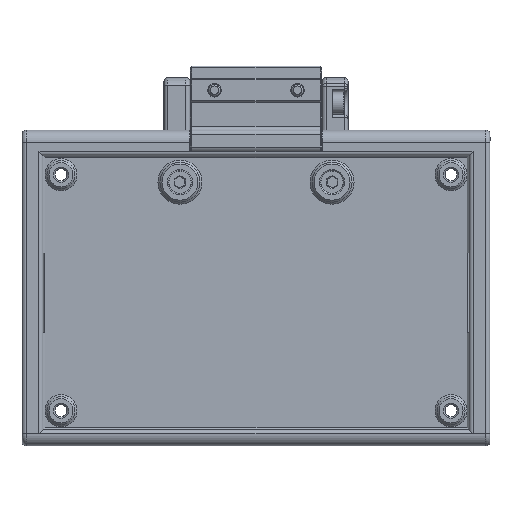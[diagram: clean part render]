
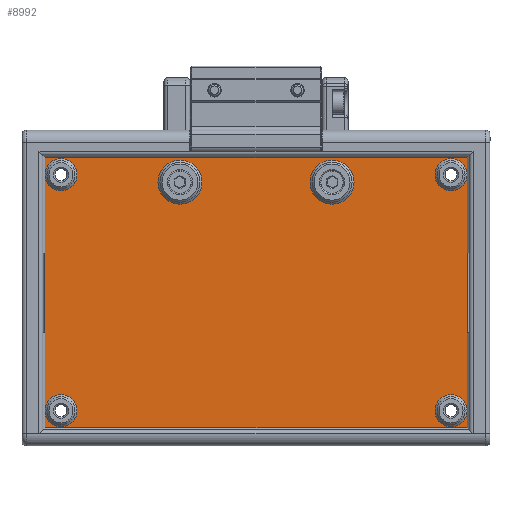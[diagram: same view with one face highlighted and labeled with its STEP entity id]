
A CAD part, front view. The second image highlights one B-rep face of the part: STEP entity #8992.
In plain terms, the highlighted planar face has unit normal (0, -1, -0.001).
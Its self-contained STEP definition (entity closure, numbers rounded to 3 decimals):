
#317=FACE_BOUND('',#1535,.T.);
#318=FACE_BOUND('',#1536,.T.);
#726=PLANE('',#9722);
#963=FACE_OUTER_BOUND('',#1534,.T.);
#1534=EDGE_LOOP('',(#6367,#6368,#6369,#6370,#6371,#6372,#6373,#6374,#6375,
#6376,#6377,#6378,#6379,#6380,#6381,#6382,#6383,#6384));
#1535=EDGE_LOOP('',(#6385));
#1536=EDGE_LOOP('',(#6386));
#2196=LINE('',#13976,#2855);
#2197=LINE('',#13977,#2856);
#2200=LINE('',#13982,#2859);
#2205=LINE('',#13992,#2864);
#2206=LINE('',#13993,#2865);
#2208=LINE('',#13998,#2867);
#2209=LINE('',#13999,#2868);
#2211=LINE('',#14002,#2870);
#2215=LINE('',#14010,#2874);
#2216=LINE('',#14011,#2875);
#2219=LINE('',#14016,#2878);
#2220=LINE('',#14019,#2879);
#2855=VECTOR('',#10996,10.);
#2856=VECTOR('',#10997,10.);
#2859=VECTOR('',#11002,10.);
#2864=VECTOR('',#11011,10.);
#2865=VECTOR('',#11012,10.);
#2867=VECTOR('',#11016,10.);
#2868=VECTOR('',#11017,10.);
#2870=VECTOR('',#11021,10.);
#2874=VECTOR('',#11029,10.);
#2875=VECTOR('',#11030,10.);
#2878=VECTOR('',#11035,10.);
#2879=VECTOR('',#11040,10.);
#3430=CIRCLE('',#9723,4.);
#3431=CIRCLE('',#9724,4.);
#3432=CIRCLE('',#9725,4.);
#3433=CIRCLE('',#9726,4.);
#3434=CIRCLE('',#9727,4.);
#3435=CIRCLE('',#9728,4.);
#3436=CIRCLE('',#9729,5.5);
#3437=CIRCLE('',#9730,5.5);
#3795=VERTEX_POINT('',#13454);
#3813=VERTEX_POINT('',#13501);
#3915=VERTEX_POINT('',#13973);
#3916=VERTEX_POINT('',#13975);
#3917=VERTEX_POINT('',#13980);
#3918=VERTEX_POINT('',#13987);
#3919=VERTEX_POINT('',#13989);
#3920=VERTEX_POINT('',#13991);
#3921=VERTEX_POINT('',#13995);
#3922=VERTEX_POINT('',#13997);
#3923=VERTEX_POINT('',#14007);
#3924=VERTEX_POINT('',#14009);
#3926=VERTEX_POINT('',#14021);
#3927=VERTEX_POINT('',#14024);
#3928=VERTEX_POINT('',#14027);
#3929=VERTEX_POINT('',#14029);
#4808=EDGE_CURVE('',#3915,#3916,#2196,.T.);
#4809=EDGE_CURVE('',#3916,#3795,#2197,.T.);
#4812=EDGE_CURVE('',#3917,#3915,#2200,.T.);
#4817=EDGE_CURVE('',#3919,#3920,#2205,.T.);
#4818=EDGE_CURVE('',#3920,#3918,#2206,.T.);
#4820=EDGE_CURVE('',#3921,#3922,#2208,.T.);
#4821=EDGE_CURVE('',#3922,#3813,#2209,.T.);
#4823=EDGE_CURVE('',#3918,#3921,#2211,.T.);
#4827=EDGE_CURVE('',#3923,#3924,#2215,.T.);
#4828=EDGE_CURVE('',#3924,#3917,#2216,.T.);
#4831=EDGE_CURVE('',#3795,#3919,#2219,.T.);
#4832=EDGE_CURVE('',#3924,#3924,#3430,.T.);
#4833=EDGE_CURVE('',#3813,#3923,#2220,.T.);
#4834=EDGE_CURVE('',#3922,#3922,#3431,.T.);
#4835=EDGE_CURVE('',#3926,#3920,#3432,.T.);
#4836=EDGE_CURVE('',#3920,#3926,#3433,.T.);
#4837=EDGE_CURVE('',#3927,#3916,#3434,.T.);
#4838=EDGE_CURVE('',#3916,#3927,#3435,.T.);
#4839=EDGE_CURVE('',#3928,#3928,#3436,.T.);
#4840=EDGE_CURVE('',#3929,#3929,#3437,.T.);
#6367=ORIENTED_EDGE('',*,*,#4808,.F.);
#6368=ORIENTED_EDGE('',*,*,#4812,.F.);
#6369=ORIENTED_EDGE('',*,*,#4828,.F.);
#6370=ORIENTED_EDGE('',*,*,#4832,.F.);
#6371=ORIENTED_EDGE('',*,*,#4827,.F.);
#6372=ORIENTED_EDGE('',*,*,#4833,.F.);
#6373=ORIENTED_EDGE('',*,*,#4821,.F.);
#6374=ORIENTED_EDGE('',*,*,#4834,.F.);
#6375=ORIENTED_EDGE('',*,*,#4820,.F.);
#6376=ORIENTED_EDGE('',*,*,#4823,.F.);
#6377=ORIENTED_EDGE('',*,*,#4818,.F.);
#6378=ORIENTED_EDGE('',*,*,#4835,.F.);
#6379=ORIENTED_EDGE('',*,*,#4836,.F.);
#6380=ORIENTED_EDGE('',*,*,#4817,.F.);
#6381=ORIENTED_EDGE('',*,*,#4831,.F.);
#6382=ORIENTED_EDGE('',*,*,#4809,.F.);
#6383=ORIENTED_EDGE('',*,*,#4837,.F.);
#6384=ORIENTED_EDGE('',*,*,#4838,.F.);
#6385=ORIENTED_EDGE('',*,*,#4839,.F.);
#6386=ORIENTED_EDGE('',*,*,#4840,.F.);
#8992=ADVANCED_FACE('',(#963,#317,#318),#726,.T.);
#9722=AXIS2_PLACEMENT_3D('',#14017,#11036,#11037);
#9723=AXIS2_PLACEMENT_3D('',#14018,#11038,#11039);
#9724=AXIS2_PLACEMENT_3D('',#14020,#11041,#11042);
#9725=AXIS2_PLACEMENT_3D('',#14022,#11043,#11044);
#9726=AXIS2_PLACEMENT_3D('',#14023,#11045,#11046);
#9727=AXIS2_PLACEMENT_3D('',#14025,#11047,#11048);
#9728=AXIS2_PLACEMENT_3D('',#14026,#11049,#11050);
#9729=AXIS2_PLACEMENT_3D('',#14028,#11051,#11052);
#9730=AXIS2_PLACEMENT_3D('',#14030,#11053,#11054);
#10996=DIRECTION('',(0.,0.,-1.));
#10997=DIRECTION('',(0.,0.,-1.));
#11002=DIRECTION('',(1.,0.,0.));
#11011=DIRECTION('',(0.,0.,-1.));
#11012=DIRECTION('',(0.,0.,-1.));
#11016=DIRECTION('',(0.,0.,1.));
#11017=DIRECTION('',(0.,0.,1.));
#11021=DIRECTION('',(-1.,0.,0.));
#11029=DIRECTION('',(0.,0.,1.));
#11030=DIRECTION('',(0.,0.,1.));
#11035=DIRECTION('',(0.,0.,-1.));
#11036=DIRECTION('center_axis',(0.,-1.,0.));
#11037=DIRECTION('ref_axis',(1.,0.,0.));
#11038=DIRECTION('center_axis',(0.,-1.,0.));
#11039=DIRECTION('ref_axis',(1.,0.,0.));
#11040=DIRECTION('',(0.,0.,1.));
#11041=DIRECTION('center_axis',(0.,-1.,0.));
#11042=DIRECTION('ref_axis',(1.,0.,0.));
#11043=DIRECTION('center_axis',(0.,-1.,0.));
#11044=DIRECTION('ref_axis',(1.,0.,0.));
#11045=DIRECTION('center_axis',(0.,-1.,0.));
#11046=DIRECTION('ref_axis',(1.,0.,0.));
#11047=DIRECTION('center_axis',(0.,-1.,0.));
#11048=DIRECTION('ref_axis',(1.,0.,0.));
#11049=DIRECTION('center_axis',(0.,-1.,0.));
#11050=DIRECTION('ref_axis',(1.,0.,0.));
#11051=DIRECTION('center_axis',(0.,-1.,0.));
#11052=DIRECTION('ref_axis',(1.,0.,0.));
#11053=DIRECTION('center_axis',(0.,-1.,0.));
#11054=DIRECTION('ref_axis',(1.,0.,0.));
#13454=CARTESIAN_POINT('',(104.625,-29.048,92.199));
#13501=CARTESIAN_POINT('',(-0.875,-29.048,72.199));
#13973=CARTESIAN_POINT('',(104.625,-29.048,115.949));
#13975=CARTESIAN_POINT('',(104.625,-29.048,111.699));
#13976=CARTESIAN_POINT('',(104.625,-29.048,99.324));
#13977=CARTESIAN_POINT('',(104.625,-29.048,99.324));
#13980=CARTESIAN_POINT('',(-0.875,-29.048,115.949));
#13982=CARTESIAN_POINT('',(25.25,-29.048,115.949));
#13987=CARTESIAN_POINT('',(104.625,-29.048,48.449));
#13989=CARTESIAN_POINT('',(104.625,-29.048,72.199));
#13991=CARTESIAN_POINT('',(104.625,-29.048,52.699));
#13992=CARTESIAN_POINT('',(104.625,-29.048,99.324));
#13993=CARTESIAN_POINT('',(104.625,-29.048,99.324));
#13995=CARTESIAN_POINT('',(-0.875,-29.048,48.449));
#13997=CARTESIAN_POINT('',(-0.875,-29.048,52.699));
#13998=CARTESIAN_POINT('',(-0.875,-29.048,68.524));
#13999=CARTESIAN_POINT('',(-0.875,-29.048,68.524));
#14002=CARTESIAN_POINT('',(25.25,-29.048,48.449));
#14007=CARTESIAN_POINT('',(-0.875,-29.048,92.199));
#14009=CARTESIAN_POINT('',(-0.875,-29.048,111.699));
#14010=CARTESIAN_POINT('',(-0.875,-29.048,68.524));
#14011=CARTESIAN_POINT('',(-0.875,-29.048,68.524));
#14016=CARTESIAN_POINT('',(104.625,-29.048,77.199));
#14017=CARTESIAN_POINT('Origin',(51.875,-29.048,82.199));
#14018=CARTESIAN_POINT('Origin',(3.125,-29.048,111.699));
#14019=CARTESIAN_POINT('',(-0.875,-29.048,87.199));
#14020=CARTESIAN_POINT('Origin',(3.125,-29.048,52.699));
#14021=CARTESIAN_POINT('',(96.625,-29.048,52.699));
#14022=CARTESIAN_POINT('Origin',(100.625,-29.048,52.699));
#14023=CARTESIAN_POINT('Origin',(100.625,-29.048,52.699));
#14024=CARTESIAN_POINT('',(96.625,-29.048,111.699));
#14025=CARTESIAN_POINT('Origin',(100.625,-29.048,111.699));
#14026=CARTESIAN_POINT('Origin',(100.625,-29.048,111.699));
#14027=CARTESIAN_POINT('',(65.375,-29.048,109.849));
#14028=CARTESIAN_POINT('Origin',(70.875,-29.048,109.849));
#14029=CARTESIAN_POINT('',(27.375,-29.048,109.849));
#14030=CARTESIAN_POINT('Origin',(32.875,-29.048,109.849));
